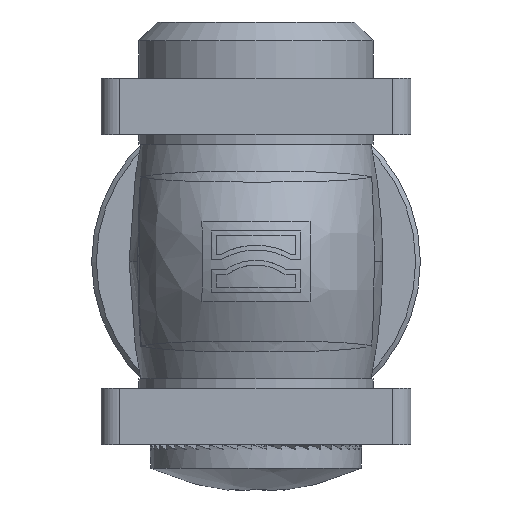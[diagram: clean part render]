
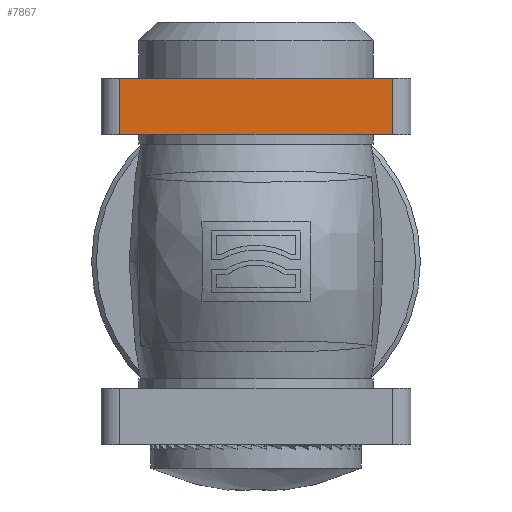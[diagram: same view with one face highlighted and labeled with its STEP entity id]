
A CAD part, left-side view. The second image highlights one B-rep face of the part: STEP entity #7867.
In plain terms, the highlighted planar face has unit normal (-1, 0, 0).
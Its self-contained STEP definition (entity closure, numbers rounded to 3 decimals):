
#978=LINE('',#14003,#1847);
#987=LINE('',#14033,#1856);
#1001=LINE('',#14071,#1870);
#1002=LINE('',#14073,#1871);
#1847=VECTOR('',#10441,10.);
#1856=VECTOR('',#10470,10.);
#1870=VECTOR('',#10512,10.);
#1871=VECTOR('',#10515,10.);
#2237=PLANE('',#8570);
#2662=FACE_OUTER_BOUND('',#3100,.T.);
#3100=EDGE_LOOP('',(#7332,#7333,#7334,#7335));
#4038=VERTEX_POINT('',#14000);
#4039=VERTEX_POINT('',#14002);
#4049=VERTEX_POINT('',#14030);
#4050=VERTEX_POINT('',#14032);
#5128=EDGE_CURVE('',#4039,#4038,#978,.T.);
#5142=EDGE_CURVE('',#4049,#4050,#987,.T.);
#5162=EDGE_CURVE('',#4049,#4039,#1001,.T.);
#5163=EDGE_CURVE('',#4050,#4038,#1002,.T.);
#7332=ORIENTED_EDGE('',*,*,#5128,.T.);
#7333=ORIENTED_EDGE('',*,*,#5163,.F.);
#7334=ORIENTED_EDGE('',*,*,#5142,.F.);
#7335=ORIENTED_EDGE('',*,*,#5162,.T.);
#7867=ADVANCED_FACE('',(#2662),#2237,.T.);
#8570=AXIS2_PLACEMENT_3D('',#14072,#10513,#10514);
#10441=DIRECTION('',(0.,1.,0.));
#10470=DIRECTION('',(0.,1.,0.));
#10512=DIRECTION('',(0.,0.,1.));
#10513=DIRECTION('center_axis',(-1.,0.,0.));
#10514=DIRECTION('ref_axis',(0.,0.,1.));
#10515=DIRECTION('',(0.,0.,1.));
#14000=CARTESIAN_POINT('',(-25.,14.5,6.));
#14002=CARTESIAN_POINT('',(-25.,-14.5,6.));
#14003=CARTESIAN_POINT('',(-25.,-14.5,6.));
#14030=CARTESIAN_POINT('',(-25.,-14.5,0.));
#14032=CARTESIAN_POINT('',(-25.,14.5,0.));
#14033=CARTESIAN_POINT('',(-25.,-14.5,0.));
#14071=CARTESIAN_POINT('',(-25.,-14.5,0.));
#14072=CARTESIAN_POINT('Origin',(-25.,-14.5,0.));
#14073=CARTESIAN_POINT('',(-25.,14.5,0.));
